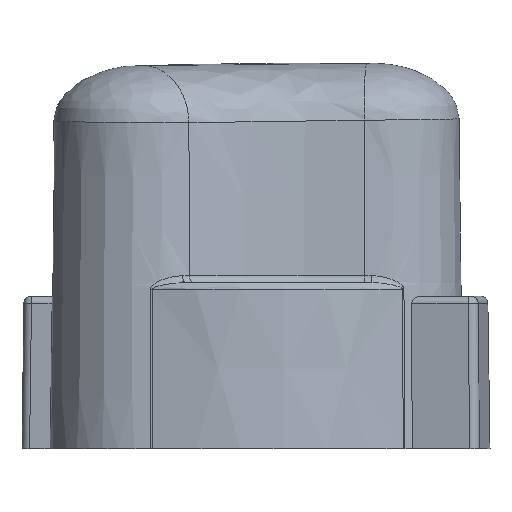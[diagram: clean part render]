
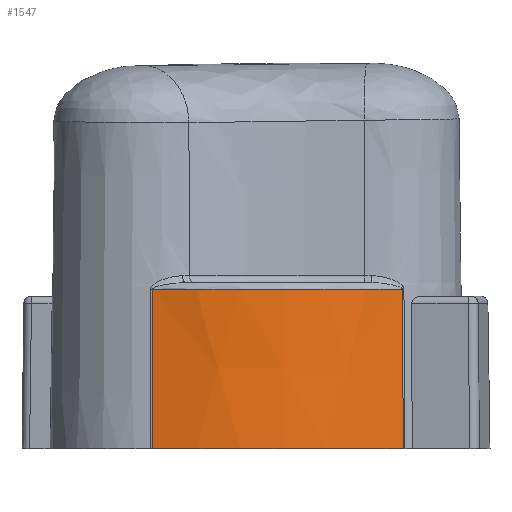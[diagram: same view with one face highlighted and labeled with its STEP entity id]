
A CAD part, left-side view. The second image highlights one B-rep face of the part: STEP entity #1547.
In plain terms, the highlighted conical face has half-angle 0.7 degrees and reference radius 10.7 mm.
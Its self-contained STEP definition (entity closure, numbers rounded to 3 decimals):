
#117=CIRCLE('',#1627,10.7);
#142=CIRCLE('',#1695,10.63);
#218=LINE('',#3967,#291);
#219=LINE('',#4101,#292);
#291=VECTOR('',#1998,10.);
#292=VECTOR('',#2019,10.);
#311=CONICAL_SURFACE('',#1696,10.7,0.012);
#395=FACE_OUTER_BOUND('',#491,.T.);
#491=EDGE_LOOP('',(#1408,#1409,#1410,#1411));
#680=VERTEX_POINT('',#3089);
#681=VERTEX_POINT('',#3091);
#739=VERTEX_POINT('',#3966);
#744=VERTEX_POINT('',#4073);
#852=EDGE_CURVE('',#681,#680,#117,.T.);
#958=EDGE_CURVE('',#681,#739,#218,.T.);
#970=EDGE_CURVE('',#744,#680,#219,.T.);
#972=EDGE_CURVE('',#739,#744,#142,.T.);
#1408=ORIENTED_EDGE('',*,*,#970,.F.);
#1409=ORIENTED_EDGE('',*,*,#972,.F.);
#1410=ORIENTED_EDGE('',*,*,#958,.F.);
#1411=ORIENTED_EDGE('',*,*,#852,.T.);
#1547=ADVANCED_FACE('',(#395),#311,.T.);
#1627=AXIS2_PLACEMENT_3D('',#3092,#1850,#1851);
#1695=AXIS2_PLACEMENT_3D('',#4105,#2026,#2027);
#1696=AXIS2_PLACEMENT_3D('',#4106,#2028,#2029);
#1850=DIRECTION('center_axis',(0.,0.,
1.));
#1851=DIRECTION('ref_axis',(-0.782,-0.623,0.));
#1998=DIRECTION('',(0.012,-0.001,1.));
#2019=DIRECTION('',(-0.011,-0.006,-1.));
#2026=DIRECTION('center_axis',(0.,0.,1.));
#2027=DIRECTION('ref_axis',(-0.782,-0.624,0.));
#2028=DIRECTION('center_axis',(0.,0.,-1.));
#2029=DIRECTION('ref_axis',(-0.975,-0.221,0.));
#3089=CARTESIAN_POINT('',(53.243,-1.914,0.));
#3091=CARTESIAN_POINT('',(51.187,7.153,0.));
#3092=CARTESIAN_POINT('Origin',(61.614,4.75,0.));
#3966=CARTESIAN_POINT('',(51.258,7.146,5.753));
#3967=CARTESIAN_POINT('',(51.187,7.153,0.));
#4073=CARTESIAN_POINT('',(53.304,-1.878,5.753));
#4101=CARTESIAN_POINT('',(53.304,-1.878,5.753));
#4105=CARTESIAN_POINT('Origin',(61.614,4.75,5.753));
#4106=CARTESIAN_POINT('Origin',(61.614,4.75,0.));
